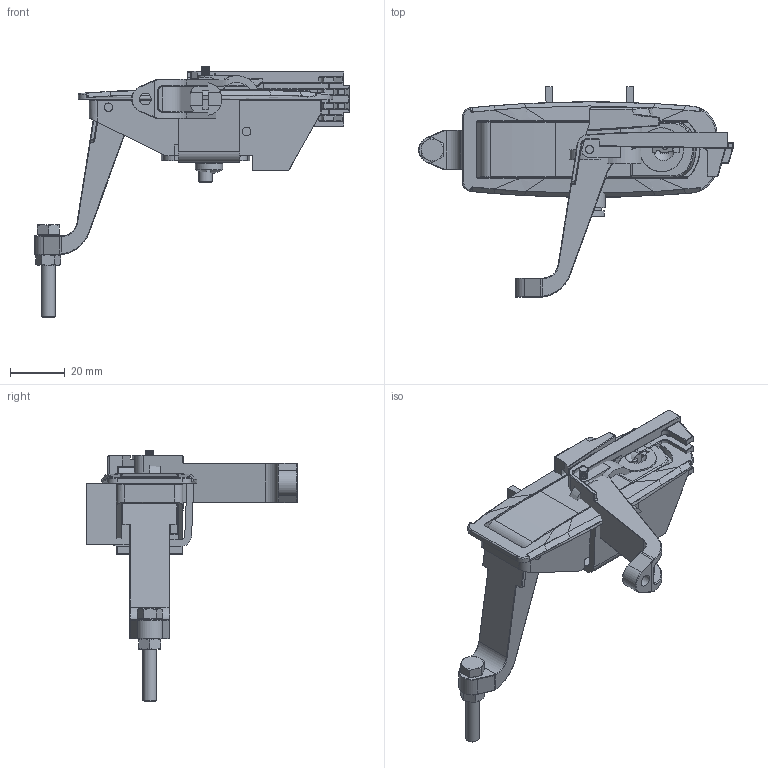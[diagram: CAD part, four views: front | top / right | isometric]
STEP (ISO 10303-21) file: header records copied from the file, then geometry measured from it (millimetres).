
FILE_DESCRIPTION( ( 'STEP AP203' ), '1' );
FILE_NAME( ' ', ' ', ( ' ' ), ( ' ' ), 'PSStep 10.0', ' ', ' ' );
FILE_SCHEMA( ( 'CONFIG_CONTROL_DESIGN' ) );
Length unit declared in the file: millimetre
Products named in the file (11): Assem1; 1; 2; 3; 4; 5; 6; 7; 8; 9; 10
Bounding box: 115.1 x 77 x 92 mm (x, y, z)
Volume: 66874.8 mm3; surface area: 65837.4 mm2
Topology: 21 solids, 21 shells, 2427 faces, 5987 edges, 3411 vertices
Faces by surface type: cylinder 843, plane 825, bspline 354, torus 194, sphere 144, cone 59, extrusion 8
Full cylindrical faces by diameter (mm): 1.5 x4, 1.7 x4, 3 x3, 3.1 x8, 3.2 x8, 4.2 x2, 4.3 x2, 5 x4, 5.3 x4, 5.8 x2, 7 x2, 10 x2, 12.2 x2, 16 x2, 16.1 x2, 17.1 x2
Entity records: 40857 total; most frequent: CARTESIAN_POINT 13456, DIRECTION 5791, ORIENTED_EDGE 5580, EDGE_CURVE 2790, AXIS2_PLACEMENT_3D 2274, VERTEX_POINT 1652, EDGE_LOOP 1274, VECTOR 1243
